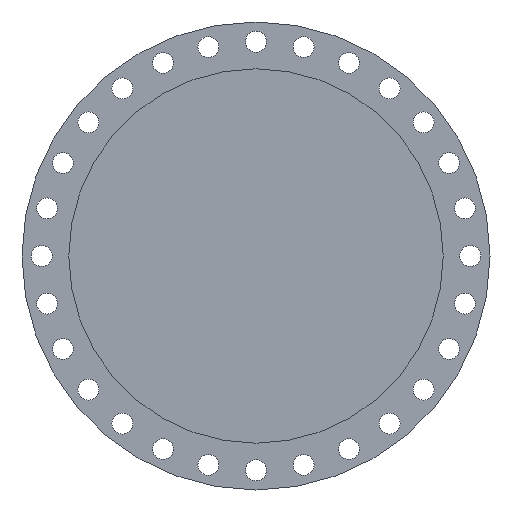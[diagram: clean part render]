
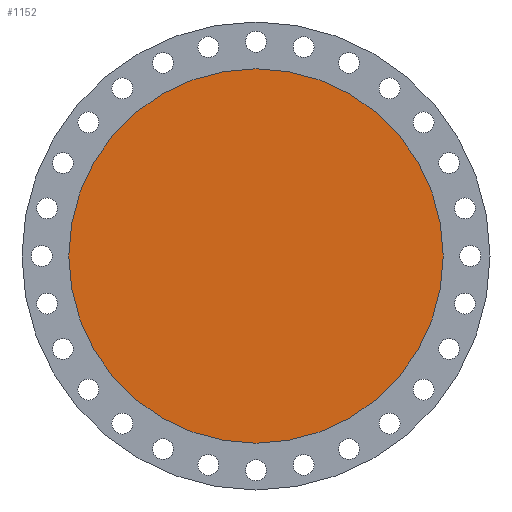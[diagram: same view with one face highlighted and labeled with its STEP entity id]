
A CAD part, left-side view. The second image highlights one B-rep face of the part: STEP entity #1152.
In plain terms, the highlighted planar face has unit normal (-1, 0, 0).
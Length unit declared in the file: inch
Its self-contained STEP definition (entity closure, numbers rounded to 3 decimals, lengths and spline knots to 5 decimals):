
#59 = EDGE_CURVE ( 'NONE', #1014, #2023, #671, .T. ) ;
#118 = ORIENTED_EDGE ( 'NONE', *, *, #59, .T. ) ;
#243 = DIRECTION ( 'NONE',  ( -1., 0., 0. ) ) ;
#296 = PLANE ( 'NONE',  #2097 ) ;
#334 = EDGE_CURVE ( 'NONE', #2023, #1014, #1498, .T. ) ;
#373 = DIRECTION ( 'NONE',  ( -1., 0., 0. ) ) ;
#482 = DIRECTION ( 'NONE',  ( 0., 0., 1. ) ) ;
#666 = CARTESIAN_POINT ( 'NONE',  ( 0., 0., 19. ) ) ;
#671 = CIRCLE ( 'NONE', #853, 19. ) ;
#853 = AXIS2_PLACEMENT_3D ( 'NONE', #1998, #373, #940 ) ;
#940 = DIRECTION ( 'NONE',  ( 0., 0., 1. ) ) ;
#960 = DIRECTION ( 'NONE',  ( 0., 0., 1. ) ) ;
#1014 = VERTEX_POINT ( 'NONE', #1688 ) ;
#1152 = ADVANCED_FACE ( 'NONE', ( #1907 ), #296, .T. ) ;
#1195 = DIRECTION ( 'NONE',  ( -1., 0., 0. ) ) ;
#1208 = CARTESIAN_POINT ( 'NONE',  ( 0., 0., 0. ) ) ;
#1498 = CIRCLE ( 'NONE', #2198, 19. ) ;
#1619 = ORIENTED_EDGE ( 'NONE', *, *, #334, .T. ) ;
#1688 = CARTESIAN_POINT ( 'NONE',  ( 0., 0., -19. ) ) ;
#1769 = EDGE_LOOP ( 'NONE', ( #1619, #118 ) ) ;
#1857 = CARTESIAN_POINT ( 'NONE',  ( 0., 0., 0. ) ) ;
#1907 = FACE_OUTER_BOUND ( 'NONE', #1769, .T. ) ;
#1998 = CARTESIAN_POINT ( 'NONE',  ( 0., 0., 0. ) ) ;
#2023 = VERTEX_POINT ( 'NONE', #666 ) ;
#2097 = AXIS2_PLACEMENT_3D ( 'NONE', #1208, #1195, #482 ) ;
#2198 = AXIS2_PLACEMENT_3D ( 'NONE', #1857, #243, #960 ) ;
